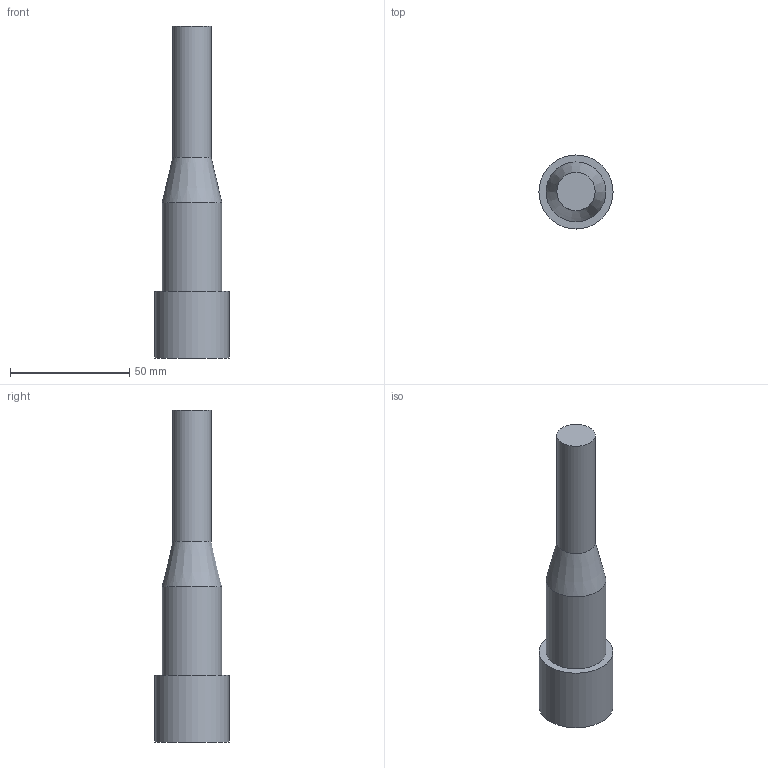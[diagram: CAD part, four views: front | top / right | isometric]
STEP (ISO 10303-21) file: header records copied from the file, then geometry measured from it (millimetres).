
FILE_DESCRIPTION(/* description */ (''),/* implementation_level */ '2;1');
FILE_NAME(/* name */ 'IL1F.stp',/* time_stamp */ '2014-12-01T15:26:01+01:00',/* author */ ('sh'),/* organization */ (''),/* preprocessor_version */ 'ST-DEVELOPER v15.2',/* originating_system */ 'Autodesk Inventor 2014',/* authorisation */ '');
FILE_SCHEMA (('AUTOMOTIVE_DESIGN { 1 0 10303 214 3 1 1 }'));
Length unit declared in the file: millimetre
Products named in the file (1): IL1F
Bounding box: 31 x 31 x 139 mm (x, y, z)
Volume: 50360.5 mm3; surface area: 13155.3 mm2
Topology: 1 solids, 1 shells, 17 faces, 37 edges, 23 vertices
Faces by surface type: cylinder 7, plane 5, cone 3, bspline 2
Full cylindrical faces by diameter (mm): 14 x1, 15 x1, 16 x1, 25 x1, 31 x1
Entity records: 1302 total; most frequent: CARTESIAN_POINT 967, DIRECTION 62, ORIENTED_EDGE 52, AXIS2_PLACEMENT_3D 27, EDGE_LOOP 25, EDGE_CURVE 25, VERTEX_POINT 18, ADVANCED_FACE 17
